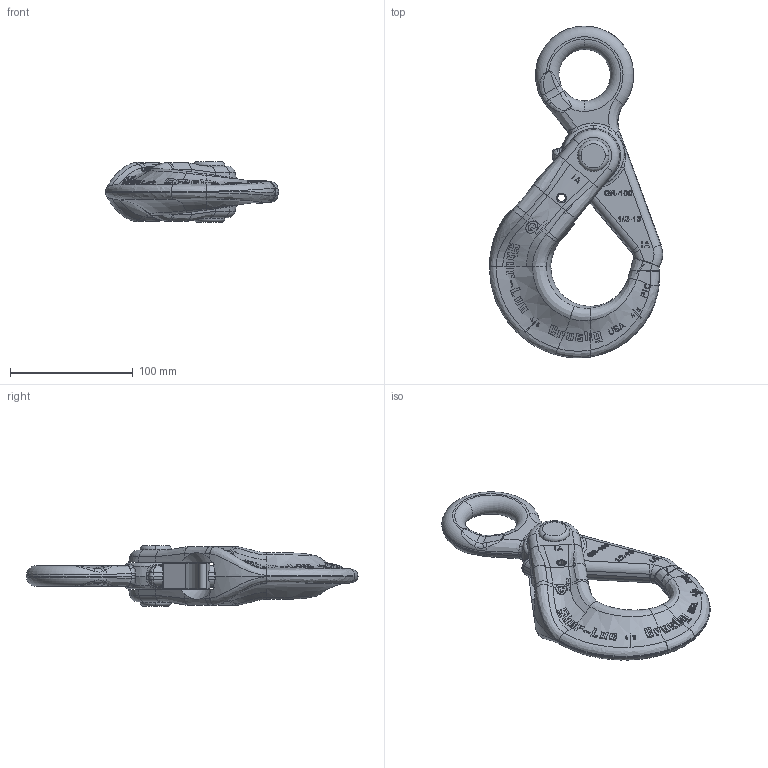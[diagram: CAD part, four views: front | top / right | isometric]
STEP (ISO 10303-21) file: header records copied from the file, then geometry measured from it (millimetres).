
FILE_DESCRIPTION((''),'2;1');
FILE_NAME('CROSBY_1316_13MM_1022932','2007-08-15T',('ADoughty'),('The Crosby Group, Inc.'),'PRO/ENGINEER BY PARAMETRIC TECHNOLOGY CORPORATION, 2006080','PRO/ENGINEER BY PARAMETRIC TECHNOLOGY CORPORATION, 2006080','');
FILE_SCHEMA(('CONFIG_CONTROL_DESIGN'));
Length unit declared in the file: inch
Products named in the file (1): CROSBY_1316_13MM_1022932
Bounding box: 140.97 x 270.04 x 49.53 mm (x, y, z)
Volume: 405369.6 mm3; surface area: 80258.2 mm2
Topology: 2 solids, 2 shells, 960 faces, 2464 edges, 1569 vertices
Faces by surface type: plane 493, bspline 231, cylinder 90, extrusion 81, torus 34, cone 31
Entity records: 41998 total; most frequent: CARTESIAN_POINT 21375, ORIENTED_EDGE 4928, DIRECTION 3025, EDGE_CURVE 2464, VERTEX_POINT 1569, VECTOR 1183, B_SPLINE_CURVE_WITH_KNOTS 1170, LINE 1102
